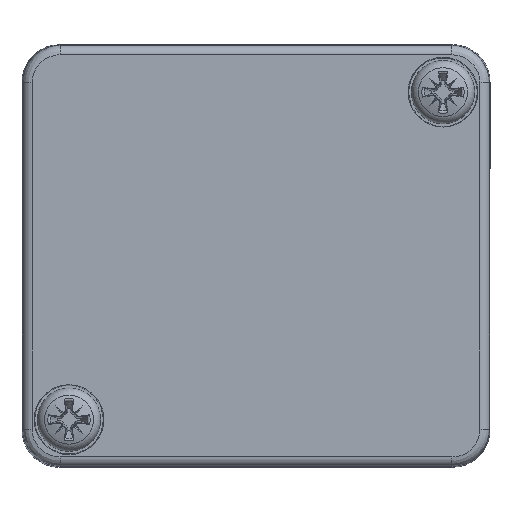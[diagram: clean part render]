
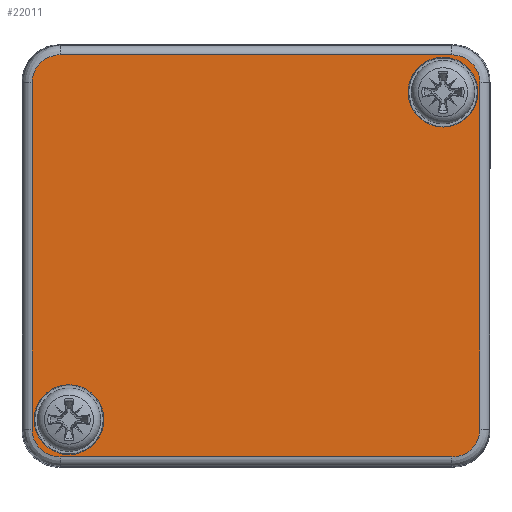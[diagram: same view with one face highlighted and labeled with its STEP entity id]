
A CAD part, top view. The second image highlights one B-rep face of the part: STEP entity #22011.
In plain terms, the highlighted planar face has unit normal (0, 0, 1).
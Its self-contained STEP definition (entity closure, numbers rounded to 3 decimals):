
#21560=CARTESIAN_POINT('',(-21.063,21.613,6.));
#21561=VERTEX_POINT('',#21560);
#21569=CARTESIAN_POINT('',(21.063,21.613,6.));
#21570=VERTEX_POINT('',#21569);
#21571=CARTESIAN_POINT('',(-21.063,21.613,6.));
#21572=DIRECTION('',(1.0,0.0,0.0));
#21573=VECTOR('',#21572,42.126);
#21574=LINE('',#21571,#21573);
#21575=EDGE_CURVE('',#21561,#21570,#21574,.T.);
#21623=CARTESIAN_POINT('',(-24.063,18.613,6.));
#21624=VERTEX_POINT('',#21623);
#21632=CARTESIAN_POINT('',(-21.062,18.612,6.));
#21633=DIRECTION('',(0.0,0.0,-1.0));
#21634=DIRECTION('',(-0.707,0.707,0.0));
#21635=AXIS2_PLACEMENT_3D('',#21632,#21633,#21634);
#21636=ELLIPSE('',#21635,3.001,3.);
#21637=EDGE_CURVE('',#21624,#21561,#21636,.T.);
#21676=CARTESIAN_POINT('',(24.063,18.613,6.));
#21677=VERTEX_POINT('',#21676);
#21695=CARTESIAN_POINT('',(21.062,18.612,6.));
#21696=DIRECTION('',(0.0,0.0,-1.0));
#21697=DIRECTION('',(0.707,0.707,0.0));
#21698=AXIS2_PLACEMENT_3D('',#21695,#21696,#21697);
#21699=ELLIPSE('',#21698,3.001,3.);
#21700=EDGE_CURVE('',#21570,#21677,#21699,.T.);
#21712=CARTESIAN_POINT('',(-24.063,-18.613,6.));
#21713=VERTEX_POINT('',#21712);
#21721=CARTESIAN_POINT('',(-24.063,-18.613,6.));
#21722=DIRECTION('',(0.0,1.0,0.0));
#21723=VECTOR('',#21722,37.226);
#21724=LINE('',#21721,#21723);
#21725=EDGE_CURVE('',#21713,#21624,#21724,.T.);
#21742=CARTESIAN_POINT('',(24.063,-18.613,6.));
#21743=VERTEX_POINT('',#21742);
#21760=CARTESIAN_POINT('',(24.063,18.613,6.));
#21761=DIRECTION('',(0.0,-1.0,0.0));
#21762=VECTOR('',#21761,37.226);
#21763=LINE('',#21760,#21762);
#21764=EDGE_CURVE('',#21677,#21743,#21763,.T.);
#21797=CARTESIAN_POINT('',(-21.063,-21.613,6.));
#21798=VERTEX_POINT('',#21797);
#21806=CARTESIAN_POINT('',(-21.062,-18.612,6.));
#21807=DIRECTION('',(0.0,0.0,-1.0));
#21808=DIRECTION('',(-0.707,-0.707,0.0));
#21809=AXIS2_PLACEMENT_3D('',#21806,#21807,#21808);
#21810=ELLIPSE('',#21809,3.001,3.);
#21811=EDGE_CURVE('',#21798,#21713,#21810,.T.);
#21850=CARTESIAN_POINT('',(21.063,-21.613,6.));
#21851=VERTEX_POINT('',#21850);
#21869=CARTESIAN_POINT('',(21.062,-18.612,6.));
#21870=DIRECTION('',(0.0,0.0,-1.0));
#21871=DIRECTION('',(0.707,-0.707,0.0));
#21872=AXIS2_PLACEMENT_3D('',#21869,#21870,#21871);
#21873=ELLIPSE('',#21872,3.001,3.);
#21874=EDGE_CURVE('',#21743,#21851,#21873,.T.);
#21892=CARTESIAN_POINT('',(21.063,-21.613,6.));
#21893=DIRECTION('',(-1.0,0.0,0.0));
#21894=VECTOR('',#21893,42.126);
#21895=LINE('',#21892,#21894);
#21896=EDGE_CURVE('',#21851,#21798,#21895,.T.);
#21974=CARTESIAN_POINT('',(0.,0.0,6.));
#21975=DIRECTION('',(0.0,0.0,1.0));
#21976=DIRECTION('',(1.0,0.0,0.0));
#21977=AXIS2_PLACEMENT_3D('',#21974,#21975,#21976);
#21978=PLANE('',#21977);
#21979=ORIENTED_EDGE('',*,*,#21575,.F.);
#21980=ORIENTED_EDGE('',*,*,#21637,.F.);
#21981=ORIENTED_EDGE('',*,*,#21725,.F.);
#21982=ORIENTED_EDGE('',*,*,#21811,.F.);
#21983=ORIENTED_EDGE('',*,*,#21896,.F.);
#21984=ORIENTED_EDGE('',*,*,#21874,.F.);
#21985=ORIENTED_EDGE('',*,*,#21764,.F.);
#21986=ORIENTED_EDGE('',*,*,#21700,.F.);
#21987=EDGE_LOOP('',(#21979,#21980,#21981,#21982,#21983,#21984,#21985,#21986));
#21988=FACE_OUTER_BOUND('',#21987,.T.);
#21989=CARTESIAN_POINT('',(23.85,17.6,6.));
#21990=VERTEX_POINT('',#21989);
#21991=CARTESIAN_POINT('',(20.1,17.6,6.));
#21992=DIRECTION('',(0.0,0.0,-1.0));
#21993=DIRECTION('',(-1.0,0.0,0.0));
#21994=AXIS2_PLACEMENT_3D('',#21991,#21992,#21993);
#21995=CIRCLE('',#21994,3.75);
#21996=EDGE_CURVE('',#21990,#21990,#21995,.T.);
#21997=ORIENTED_EDGE('',*,*,#21996,.T.);
#21998=EDGE_LOOP('',(#21997));
#21999=FACE_BOUND('',#21998,.T.);
#22000=CARTESIAN_POINT('',(-16.35,-17.6,6.));
#22001=VERTEX_POINT('',#22000);
#22002=CARTESIAN_POINT('',(-20.1,-17.6,6.));
#22003=DIRECTION('',(0.0,0.0,-1.0));
#22004=DIRECTION('',(-1.0,0.0,0.0));
#22005=AXIS2_PLACEMENT_3D('',#22002,#22003,#22004);
#22006=CIRCLE('',#22005,3.75);
#22007=EDGE_CURVE('',#22001,#22001,#22006,.T.);
#22008=ORIENTED_EDGE('',*,*,#22007,.T.);
#22009=EDGE_LOOP('',(#22008));
#22010=FACE_BOUND('',#22009,.T.);
#22011=ADVANCED_FACE('',(#21988,#21999,#22010),#21978,.T.);
